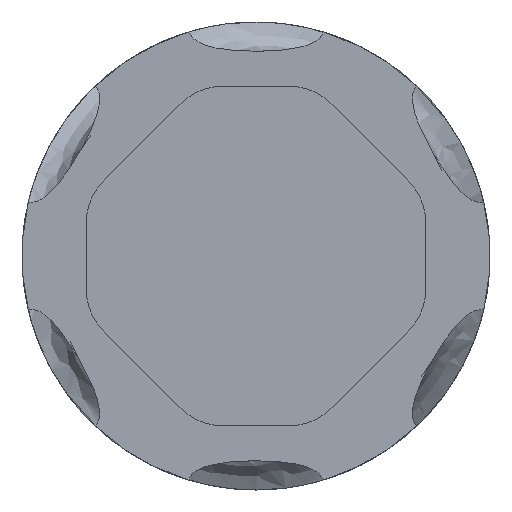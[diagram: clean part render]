
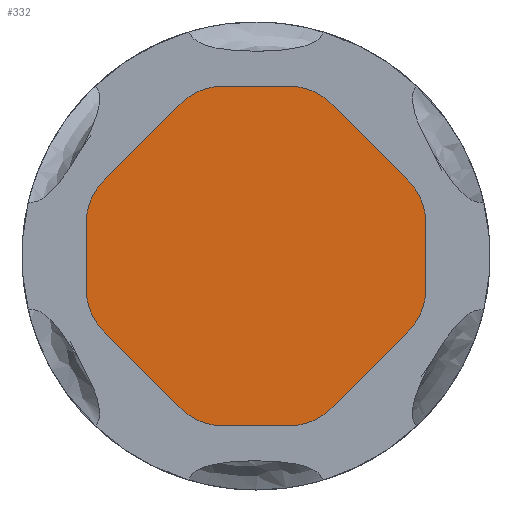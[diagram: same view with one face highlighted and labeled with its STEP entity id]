
A CAD part, front view. The second image highlights one B-rep face of the part: STEP entity #332.
In plain terms, the highlighted planar face has unit normal (0, -1, 0).
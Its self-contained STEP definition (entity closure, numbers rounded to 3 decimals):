
#28 = AXIS2_PLACEMENT_3D ( 'NONE', #2926, #9443, #11082 ) ;
#217 = VECTOR ( 'NONE', #5525, 1000. ) ;
#332 = ADVANCED_FACE ( 'NONE', ( #10245 ), #9336, .T. ) ;
#462 = DIRECTION ( 'NONE',  ( 0., -1., 0. ) ) ;
#526 = ORIENTED_EDGE ( 'NONE', *, *, #7706, .T. ) ;
#594 = ORIENTED_EDGE ( 'NONE', *, *, #6022, .T. ) ;
#1157 = LINE ( 'NONE', #1996, #3492 ) ;
#1180 = CIRCLE ( 'NONE', #2706, 1. ) ;
#1182 = CARTESIAN_POINT ( 'NONE',  ( 1.282, -5., -2.607 ) ) ;
#1420 = CARTESIAN_POINT ( 'NONE',  ( 2.9, -5., -0.575 ) ) ;
#1445 = DIRECTION ( 'NONE',  ( 0., 0., -1. ) ) ;
#1516 = DIRECTION ( 'NONE',  ( 0., 0., -1. ) ) ;
#1542 = CARTESIAN_POINT ( 'NONE',  ( -0.989, -5., 2.9 ) ) ;
#1618 = DIRECTION ( 'NONE',  ( 0., -1., 0. ) ) ;
#1947 = CIRCLE ( 'NONE', #5615, 1. ) ;
#1996 = CARTESIAN_POINT ( 'NONE',  ( -0.989, -5., -2.9 ) ) ;
#2006 = VERTEX_POINT ( 'NONE', #9911 ) ;
#2017 = EDGE_CURVE ( 'NONE', #10410, #4011, #3572, .T. ) ;
#2021 = ORIENTED_EDGE ( 'NONE', *, *, #4381, .F. ) ;
#2180 = VERTEX_POINT ( 'NONE', #5387 ) ;
#2196 = ORIENTED_EDGE ( 'NONE', *, *, #9470, .F. ) ;
#2461 = LINE ( 'NONE', #11712, #7732 ) ;
#2567 = LINE ( 'NONE', #1542, #6952 ) ;
#2611 = EDGE_CURVE ( 'NONE', #2781, #6175, #4460, .T. ) ;
#2706 = AXIS2_PLACEMENT_3D ( 'NONE', #7394, #10237, #2807 ) ;
#2781 = VERTEX_POINT ( 'NONE', #4416 ) ;
#2796 = LINE ( 'NONE', #6235, #217 ) ;
#2807 = DIRECTION ( 'NONE',  ( 0., 0., -1. ) ) ;
#2926 = CARTESIAN_POINT ( 'NONE',  ( -1.9, -5., -0.575 ) ) ;
#3206 = DIRECTION ( 'NONE',  ( 0., -1., 0. ) ) ;
#3279 = VERTEX_POINT ( 'NONE', #7367 ) ;
#3326 = CARTESIAN_POINT ( 'NONE',  ( 0.575, -5., -1.9 ) ) ;
#3340 = ORIENTED_EDGE ( 'NONE', *, *, #6086, .T. ) ;
#3473 = CARTESIAN_POINT ( 'NONE',  ( 2.607, -5., 1.282 ) ) ;
#3492 = VECTOR ( 'NONE', #7432, 1000. ) ;
#3572 = LINE ( 'NONE', #4604, #7544 ) ;
#3583 = ORIENTED_EDGE ( 'NONE', *, *, #10667, .F. ) ;
#3678 = AXIS2_PLACEMENT_3D ( 'NONE', #9813, #8240, #11935 ) ;
#3811 = DIRECTION ( 'NONE',  ( 0., -1., 0. ) ) ;
#3814 = CARTESIAN_POINT ( 'NONE',  ( 2.607, -5., -1.282 ) ) ;
#3878 = CIRCLE ( 'NONE', #3678, 1. ) ;
#4011 = VERTEX_POINT ( 'NONE', #7136 ) ;
#4172 = EDGE_CURVE ( 'NONE', #2180, #3279, #2796, .T. ) ;
#4204 = VERTEX_POINT ( 'NONE', #8289 ) ;
#4381 = EDGE_CURVE ( 'NONE', #2006, #8524, #6538, .T. ) ;
#4416 = CARTESIAN_POINT ( 'NONE',  ( 0.575, -5., -2.9 ) ) ;
#4460 = CIRCLE ( 'NONE', #7530, 1. ) ;
#4507 = ORIENTED_EDGE ( 'NONE', *, *, #4172, .F. ) ;
#4604 = CARTESIAN_POINT ( 'NONE',  ( -2.9, -5., -0.989 ) ) ;
#4663 = VECTOR ( 'NONE', #1445, 1000. ) ;
#4669 = DIRECTION ( 'NONE',  ( 0., 0., -1. ) ) ;
#4931 = CARTESIAN_POINT ( 'NONE',  ( -0.575, -5., -1.9 ) ) ;
#4954 = CARTESIAN_POINT ( 'NONE',  ( -0.575, -5., 2.9 ) ) ;
#5051 = EDGE_CURVE ( 'NONE', #5809, #4204, #10993, .T. ) ;
#5058 = EDGE_LOOP ( 'NONE', ( #4507, #7750, #5865, #3340, #7001, #10514, #2196, #11117, #5659, #11085, #3583, #594, #2021, #526, #11189, #7333 ) ) ;
#5354 = VERTEX_POINT ( 'NONE', #7592 ) ;
#5370 = DIRECTION ( 'NONE',  ( 0., 0., -1. ) ) ;
#5387 = CARTESIAN_POINT ( 'NONE',  ( -2.607, -5., 1.282 ) ) ;
#5409 = DIRECTION ( 'NONE',  ( 1., 0., 0. ) ) ;
#5525 = DIRECTION ( 'NONE',  ( 0.707, 0., 0.707 ) ) ;
#5615 = AXIS2_PLACEMENT_3D ( 'NONE', #9033, #8130, #9097 ) ;
#5659 = ORIENTED_EDGE ( 'NONE', *, *, #11042, .F. ) ;
#5696 = CARTESIAN_POINT ( 'NONE',  ( 0.989, -5., 2.9 ) ) ;
#5809 = VERTEX_POINT ( 'NONE', #8665 ) ;
#5865 = ORIENTED_EDGE ( 'NONE', *, *, #2017, .F. ) ;
#5913 = CARTESIAN_POINT ( 'NONE',  ( 2.9, -5., -0.989 ) ) ;
#6022 = EDGE_CURVE ( 'NONE', #5354, #8524, #3878, .T. ) ;
#6086 = EDGE_CURVE ( 'NONE', #10410, #11573, #9459, .T. ) ;
#6171 = AXIS2_PLACEMENT_3D ( 'NONE', #4931, #462, #7813 ) ;
#6175 = VERTEX_POINT ( 'NONE', #1182 ) ;
#6189 = CIRCLE ( 'NONE', #10058, 1. ) ;
#6235 = CARTESIAN_POINT ( 'NONE',  ( -2.9, -5., 0.989 ) ) ;
#6240 = EDGE_CURVE ( 'NONE', #2180, #4011, #1180, .T. ) ;
#6382 = CIRCLE ( 'NONE', #8696, 1. ) ;
#6538 = LINE ( 'NONE', #5696, #11575 ) ;
#6584 = CARTESIAN_POINT ( 'NONE',  ( -0.575, -5., 1.9 ) ) ;
#6868 = CARTESIAN_POINT ( 'NONE',  ( -0.989, -5., -2.9 ) ) ;
#6952 = VECTOR ( 'NONE', #5409, 1000. ) ;
#7001 = ORIENTED_EDGE ( 'NONE', *, *, #9116, .F. ) ;
#7136 = CARTESIAN_POINT ( 'NONE',  ( -2.9, -5., 0.575 ) ) ;
#7229 = CARTESIAN_POINT ( 'NONE',  ( 1.9, -5., -0.575 ) ) ;
#7274 = DIRECTION ( 'NONE',  ( 0., 0., -1. ) ) ;
#7289 = CARTESIAN_POINT ( 'NONE',  ( -2.607, -5., -1.282 ) ) ;
#7333 = ORIENTED_EDGE ( 'NONE', *, *, #9102, .T. ) ;
#7367 = CARTESIAN_POINT ( 'NONE',  ( -1.282, -5., 2.607 ) ) ;
#7394 = CARTESIAN_POINT ( 'NONE',  ( -1.9, -5., 0.575 ) ) ;
#7432 = DIRECTION ( 'NONE',  ( -0.707, 0., 0.707 ) ) ;
#7530 = AXIS2_PLACEMENT_3D ( 'NONE', #3326, #3206, #1516 ) ;
#7544 = VECTOR ( 'NONE', #8095, 1000. ) ;
#7592 = CARTESIAN_POINT ( 'NONE',  ( 2.9, -5., 0.575 ) ) ;
#7620 = DIRECTION ( 'NONE',  ( 0.707, 0., -0.707 ) ) ;
#7706 = EDGE_CURVE ( 'NONE', #2006, #8788, #1947, .T. ) ;
#7732 = VECTOR ( 'NONE', #9950, 1000. ) ;
#7750 = ORIENTED_EDGE ( 'NONE', *, *, #6240, .T. ) ;
#7813 = DIRECTION ( 'NONE',  ( 0., 0., -1. ) ) ;
#7954 = CARTESIAN_POINT ( 'NONE',  ( 0., -5., 0. ) ) ;
#8095 = DIRECTION ( 'NONE',  ( 0., 0., 1. ) ) ;
#8130 = DIRECTION ( 'NONE',  ( 0., -1., 0. ) ) ;
#8156 = CARTESIAN_POINT ( 'NONE',  ( 0.575, -5., 2.9 ) ) ;
#8240 = DIRECTION ( 'NONE',  ( 0., -1., 0. ) ) ;
#8289 = CARTESIAN_POINT ( 'NONE',  ( -0.575, -5., -2.9 ) ) ;
#8517 = EDGE_CURVE ( 'NONE', #9414, #8788, #2567, .T. ) ;
#8524 = VERTEX_POINT ( 'NONE', #3473 ) ;
#8665 = CARTESIAN_POINT ( 'NONE',  ( -1.282, -5., -2.607 ) ) ;
#8696 = AXIS2_PLACEMENT_3D ( 'NONE', #6584, #3811, #4669 ) ;
#8788 = VERTEX_POINT ( 'NONE', #8156 ) ;
#9033 = CARTESIAN_POINT ( 'NONE',  ( 0.575, -5., 1.9 ) ) ;
#9097 = DIRECTION ( 'NONE',  ( 0., 0., -1. ) ) ;
#9102 = EDGE_CURVE ( 'NONE', #9414, #3279, #6382, .T. ) ;
#9116 = EDGE_CURVE ( 'NONE', #5809, #11573, #1157, .T. ) ;
#9283 = VECTOR ( 'NONE', #10557, 1000. ) ;
#9336 = PLANE ( 'NONE',  #11241 ) ;
#9414 = VERTEX_POINT ( 'NONE', #4954 ) ;
#9443 = DIRECTION ( 'NONE',  ( 0., -1., 0. ) ) ;
#9459 = CIRCLE ( 'NONE', #28, 1. ) ;
#9470 = EDGE_CURVE ( 'NONE', #2781, #4204, #11470, .T. ) ;
#9772 = LINE ( 'NONE', #5913, #4663 ) ;
#9813 = CARTESIAN_POINT ( 'NONE',  ( 1.9, -5., 0.575 ) ) ;
#9911 = CARTESIAN_POINT ( 'NONE',  ( 1.282, -5., 2.607 ) ) ;
#9950 = DIRECTION ( 'NONE',  ( -0.707, 0., -0.707 ) ) ;
#10058 = AXIS2_PLACEMENT_3D ( 'NONE', #7229, #1618, #5370 ) ;
#10237 = DIRECTION ( 'NONE',  ( 0., -1., 0. ) ) ;
#10245 = FACE_OUTER_BOUND ( 'NONE', #5058, .T. ) ;
#10284 = VERTEX_POINT ( 'NONE', #1420 ) ;
#10410 = VERTEX_POINT ( 'NONE', #10770 ) ;
#10514 = ORIENTED_EDGE ( 'NONE', *, *, #5051, .T. ) ;
#10557 = DIRECTION ( 'NONE',  ( -1., 0., 0. ) ) ;
#10612 = VERTEX_POINT ( 'NONE', #3814 ) ;
#10667 = EDGE_CURVE ( 'NONE', #5354, #10284, #9772, .T. ) ;
#10770 = CARTESIAN_POINT ( 'NONE',  ( -2.9, -5., -0.575 ) ) ;
#10941 = EDGE_CURVE ( 'NONE', #10612, #10284, #6189, .T. ) ;
#10993 = CIRCLE ( 'NONE', #6171, 1. ) ;
#11042 = EDGE_CURVE ( 'NONE', #10612, #6175, #2461, .T. ) ;
#11082 = DIRECTION ( 'NONE',  ( 0., 0., -1. ) ) ;
#11085 = ORIENTED_EDGE ( 'NONE', *, *, #10941, .T. ) ;
#11117 = ORIENTED_EDGE ( 'NONE', *, *, #2611, .T. ) ;
#11189 = ORIENTED_EDGE ( 'NONE', *, *, #8517, .F. ) ;
#11241 = AXIS2_PLACEMENT_3D ( 'NONE', #7954, #11648, #7274 ) ;
#11470 = LINE ( 'NONE', #6868, #9283 ) ;
#11573 = VERTEX_POINT ( 'NONE', #7289 ) ;
#11575 = VECTOR ( 'NONE', #7620, 1000. ) ;
#11648 = DIRECTION ( 'NONE',  ( 0., -1., 0. ) ) ;
#11712 = CARTESIAN_POINT ( 'NONE',  ( 2.9, -5., -0.989 ) ) ;
#11935 = DIRECTION ( 'NONE',  ( 0., 0., -1. ) ) ;
